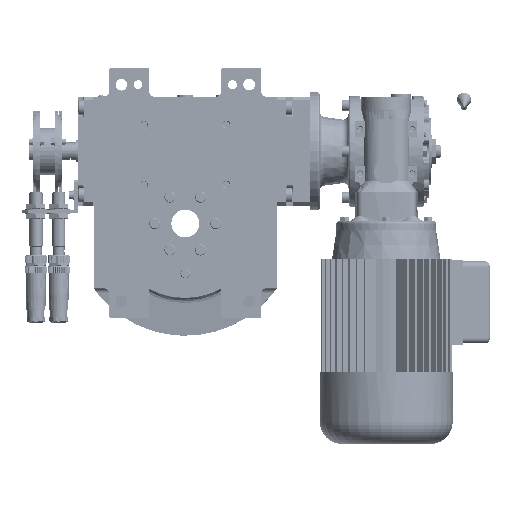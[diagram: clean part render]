
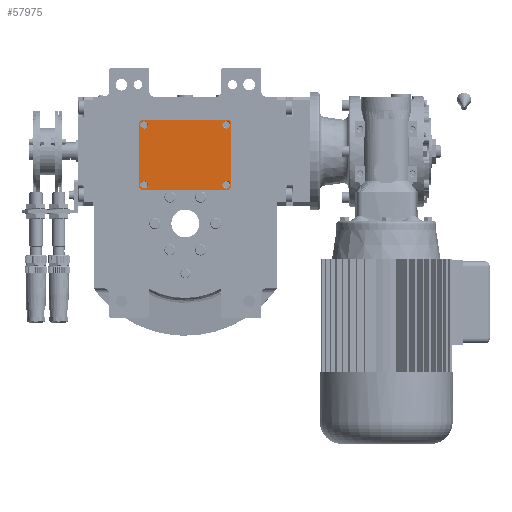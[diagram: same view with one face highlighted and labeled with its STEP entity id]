
A CAD part, front view. The second image highlights one B-rep face of the part: STEP entity #57975.
In plain terms, the highlighted face is planar.
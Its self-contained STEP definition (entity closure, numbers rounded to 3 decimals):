
#4028 = DIRECTION ( 'NONE',  ( 0., 1., 0. ) ) ;
#4454 = CARTESIAN_POINT ( 'NONE',  ( -39.5, -31.5, 3. ) ) ;
#6956 = AXIS2_PLACEMENT_3D ( 'NONE', #89485, #50571, #171763 ) ;
#9281 = DIRECTION ( 'NONE',  ( -1., 0., 0. ) ) ;
#10778 = EDGE_CURVE ( 'NONE', #143531, #61765, #92539, .T. ) ;
#10942 = LINE ( 'NONE', #131291, #13123 ) ;
#12161 = CIRCLE ( 'NONE', #23414, 3.5 ) ;
#13123 = VECTOR ( 'NONE', #35778, 1000. ) ;
#13410 = VERTEX_POINT ( 'NONE', #4454 ) ;
#14665 = CARTESIAN_POINT ( 'NONE',  ( 39.5, 31.5, 3. ) ) ;
#16646 = ORIENTED_EDGE ( 'NONE', *, *, #87321, .T. ) ;
#16713 = AXIS2_PLACEMENT_3D ( 'NONE', #139157, #17942, #97603 ) ;
#17942 = DIRECTION ( 'NONE',  ( 0., 0., 1. ) ) ;
#22099 = DIRECTION ( 'NONE',  ( 1., 0., 0. ) ) ;
#22732 = CARTESIAN_POINT ( 'NONE',  ( -39.5, 31.5, 3. ) ) ;
#23414 = AXIS2_PLACEMENT_3D ( 'NONE', #89823, #76558, #9281 ) ;
#27544 = ORIENTED_EDGE ( 'NONE', *, *, #29414, .F. ) ;
#28262 = VECTOR ( 'NONE', #96961, 1000. ) ;
#28411 = ORIENTED_EDGE ( 'NONE', *, *, #161611, .F. ) ;
#29245 = VECTOR ( 'NONE', #67678, 1000. ) ;
#29414 = EDGE_CURVE ( 'NONE', #70937, #83046, #44830, .T. ) ;
#30276 = EDGE_CURVE ( 'NONE', #166882, #46706, #53561, .T. ) ;
#32642 = CARTESIAN_POINT ( 'NONE',  ( -33.5, 27., 3. ) ) ;
#34563 = VERTEX_POINT ( 'NONE', #125517 ) ;
#35637 = EDGE_LOOP ( 'NONE', ( #16646, #159858, #136454, #53546, #93995, #134240, #58685, #168148 ) ) ;
#35778 = DIRECTION ( 'NONE',  ( 0.707, -0.707, 0. ) ) ;
#35950 = CARTESIAN_POINT ( 'NONE',  ( -37., -27., 3. ) ) ;
#36245 = VERTEX_POINT ( 'NONE', #159952 ) ;
#37983 = DIRECTION ( 'NONE',  ( 0., 0., 1. ) ) ;
#39473 = VERTEX_POINT ( 'NONE', #32642 ) ;
#41064 = VECTOR ( 'NONE', #98933, 1000. ) ;
#42793 = CARTESIAN_POINT ( 'NONE',  ( -33.5, -27., 3. ) ) ;
#42950 = DIRECTION ( 'NONE',  ( 0., 0., 1. ) ) ;
#43155 = EDGE_LOOP ( 'NONE', ( #51287, #159830 ) ) ;
#44830 = CIRCLE ( 'NONE', #92806, 3.5 ) ;
#46415 = FACE_BOUND ( 'NONE', #51377, .T. ) ;
#46706 = VERTEX_POINT ( 'NONE', #42793 ) ;
#47531 = EDGE_CURVE ( 'NONE', #85457, #139040, #108726, .T. ) ;
#48348 = DIRECTION ( 'NONE',  ( 0., 0., 1. ) ) ;
#50320 = DIRECTION ( 'NONE',  ( 0., 0., 1. ) ) ;
#50571 = DIRECTION ( 'NONE',  ( 0., 0., 1. ) ) ;
#51072 = DIRECTION ( 'NONE',  ( -0.707, -0.707, 0. ) ) ;
#51287 = ORIENTED_EDGE ( 'NONE', *, *, #10778, .F. ) ;
#51377 = EDGE_LOOP ( 'NONE', ( #27544, #28411 ) ) ;
#53546 = ORIENTED_EDGE ( 'NONE', *, *, #53941, .T. ) ;
#53561 = CIRCLE ( 'NONE', #70471, 3.5 ) ;
#53941 = EDGE_CURVE ( 'NONE', #34563, #85457, #146553, .T. ) ;
#56525 = EDGE_CURVE ( 'NONE', #46706, #166882, #158411, .T. ) ;
#57975 = ADVANCED_FACE ( 'NONE', ( #70373, #46415, #111038, #141041, #86214 ), #154365, .T. ) ;
#58286 = CARTESIAN_POINT ( 'NONE',  ( -39.5, -31.5, 3. ) ) ;
#58685 = ORIENTED_EDGE ( 'NONE', *, *, #61473, .T. ) ;
#60680 = CIRCLE ( 'NONE', #6956, 3.5 ) ;
#61316 = ORIENTED_EDGE ( 'NONE', *, *, #110259, .F. ) ;
#61473 = EDGE_CURVE ( 'NONE', #13410, #36245, #113968, .T. ) ;
#61765 = VERTEX_POINT ( 'NONE', #96124 ) ;
#62837 = VECTOR ( 'NONE', #141367, 1000. ) ;
#66260 = CARTESIAN_POINT ( 'NONE',  ( -41.5, 29.5, 3. ) ) ;
#66617 = DIRECTION ( 'NONE',  ( 0., 0., 1. ) ) ;
#67117 = CARTESIAN_POINT ( 'NONE',  ( 37., -27., 3. ) ) ;
#67678 = DIRECTION ( 'NONE',  ( -1., 0., 0. ) ) ;
#68371 = CARTESIAN_POINT ( 'NONE',  ( 37., 27., 3. ) ) ;
#68848 = DIRECTION ( 'NONE',  ( 1., 0., 0. ) ) ;
#69151 = VERTEX_POINT ( 'NONE', #14665 ) ;
#70373 = FACE_OUTER_BOUND ( 'NONE', #35637, .T. ) ;
#70471 = AXIS2_PLACEMENT_3D ( 'NONE', #110146, #50320, #131673 ) ;
#70937 = VERTEX_POINT ( 'NONE', #106342 ) ;
#72666 = EDGE_LOOP ( 'NONE', ( #89651, #61316 ) ) ;
#74285 = LINE ( 'NONE', #153080, #167677 ) ;
#74688 = VECTOR ( 'NONE', #4028, 1000. ) ;
#75165 = DIRECTION ( 'NONE',  ( -0.707, 0.707, 0. ) ) ;
#76558 = DIRECTION ( 'NONE',  ( 0., 0., 1. ) ) ;
#80531 = VERTEX_POINT ( 'NONE', #101720 ) ;
#83046 = VERTEX_POINT ( 'NONE', #94589 ) ;
#85409 = EDGE_CURVE ( 'NONE', #118234, #69151, #74285, .T. ) ;
#85426 = LINE ( 'NONE', #139379, #28262 ) ;
#85457 = VERTEX_POINT ( 'NONE', #66260 ) ;
#86214 = FACE_BOUND ( 'NONE', #100266, .T. ) ;
#87321 = EDGE_CURVE ( 'NONE', #80531, #118234, #110251, .T. ) ;
#88162 = AXIS2_PLACEMENT_3D ( 'NONE', #124306, #42950, #111897 ) ;
#89485 = CARTESIAN_POINT ( 'NONE',  ( 37., -27., 3. ) ) ;
#89651 = ORIENTED_EDGE ( 'NONE', *, *, #118611, .F. ) ;
#89823 = CARTESIAN_POINT ( 'NONE',  ( 37., 27., 3. ) ) ;
#90068 = VERTEX_POINT ( 'NONE', #92531 ) ;
#92531 = CARTESIAN_POINT ( 'NONE',  ( -40.5, 27., 3. ) ) ;
#92539 = CIRCLE ( 'NONE', #129143, 3.5 ) ;
#92806 = AXIS2_PLACEMENT_3D ( 'NONE', #68371, #66617, #107272 ) ;
#93995 = ORIENTED_EDGE ( 'NONE', *, *, #47531, .T. ) ;
#94589 = CARTESIAN_POINT ( 'NONE',  ( 33.5, 27., 3. ) ) ;
#95925 = CARTESIAN_POINT ( 'NONE',  ( 39.5, 31.5, 3. ) ) ;
#96124 = CARTESIAN_POINT ( 'NONE',  ( 33.5, -27., 3. ) ) ;
#96961 = DIRECTION ( 'NONE',  ( 0.707, 0.707, 0. ) ) ;
#97603 = DIRECTION ( 'NONE',  ( -1., 0., 0. ) ) ;
#98058 = CARTESIAN_POINT ( 'NONE',  ( -41.5, 29.5, 3. ) ) ;
#98933 = DIRECTION ( 'NONE',  ( 0., -1., 0. ) ) ;
#100266 = EDGE_LOOP ( 'NONE', ( #148420, #132722 ) ) ;
#100442 = AXIS2_PLACEMENT_3D ( 'NONE', #119374, #37983, #22099 ) ;
#101720 = CARTESIAN_POINT ( 'NONE',  ( 41.5, -29.5, 3. ) ) ;
#103184 = EDGE_CURVE ( 'NONE', #36245, #80531, #85426, .T. ) ;
#103360 = CIRCLE ( 'NONE', #100442, 3.5 ) ;
#106342 = CARTESIAN_POINT ( 'NONE',  ( 40.5, 27., 3. ) ) ;
#106893 = EDGE_CURVE ( 'NONE', #69151, #34563, #138335, .T. ) ;
#107272 = DIRECTION ( 'NONE',  ( 1., 0., 0. ) ) ;
#108726 = LINE ( 'NONE', #98058, #41064 ) ;
#110146 = CARTESIAN_POINT ( 'NONE',  ( -37., -27., 3. ) ) ;
#110251 = LINE ( 'NONE', #125240, #74688 ) ;
#110259 = EDGE_CURVE ( 'NONE', #90068, #39473, #169337, .T. ) ;
#111038 = FACE_BOUND ( 'NONE', #72666, .T. ) ;
#111897 = DIRECTION ( 'NONE',  ( 1., 0., 0. ) ) ;
#113968 = LINE ( 'NONE', #58286, #62837 ) ;
#116077 = AXIS2_PLACEMENT_3D ( 'NONE', #35950, #48348, #143862 ) ;
#118234 = VERTEX_POINT ( 'NONE', #158555 ) ;
#118611 = EDGE_CURVE ( 'NONE', #39473, #90068, #103360, .T. ) ;
#119374 = CARTESIAN_POINT ( 'NONE',  ( -37., 27., 3. ) ) ;
#121043 = DIRECTION ( 'NONE',  ( 0., 0., 1. ) ) ;
#121082 = CARTESIAN_POINT ( 'NONE',  ( -41.5, -29.5, 3. ) ) ;
#124306 = CARTESIAN_POINT ( 'NONE',  ( 0., 0., 3. ) ) ;
#125240 = CARTESIAN_POINT ( 'NONE',  ( 41.5, -29.5, 3. ) ) ;
#125517 = CARTESIAN_POINT ( 'NONE',  ( -39.5, 31.5, 3. ) ) ;
#128021 = EDGE_CURVE ( 'NONE', #139040, #13410, #10942, .T. ) ;
#129143 = AXIS2_PLACEMENT_3D ( 'NONE', #67117, #121043, #68848 ) ;
#131291 = CARTESIAN_POINT ( 'NONE',  ( -41.5, -29.5, 3. ) ) ;
#131673 = DIRECTION ( 'NONE',  ( -1., 0., 0. ) ) ;
#132632 = VECTOR ( 'NONE', #51072, 1000. ) ;
#132722 = ORIENTED_EDGE ( 'NONE', *, *, #30276, .F. ) ;
#133670 = CARTESIAN_POINT ( 'NONE',  ( 40.5, -27., 3. ) ) ;
#134240 = ORIENTED_EDGE ( 'NONE', *, *, #128021, .T. ) ;
#136454 = ORIENTED_EDGE ( 'NONE', *, *, #106893, .T. ) ;
#138335 = LINE ( 'NONE', #95925, #29245 ) ;
#139040 = VERTEX_POINT ( 'NONE', #121082 ) ;
#139157 = CARTESIAN_POINT ( 'NONE',  ( -37., 27., 3. ) ) ;
#139379 = CARTESIAN_POINT ( 'NONE',  ( 39.5, -31.5, 3. ) ) ;
#141041 = FACE_BOUND ( 'NONE', #43155, .T. ) ;
#141367 = DIRECTION ( 'NONE',  ( 1., 0., 0. ) ) ;
#142006 = EDGE_CURVE ( 'NONE', #61765, #143531, #60680, .T. ) ;
#143531 = VERTEX_POINT ( 'NONE', #133670 ) ;
#143862 = DIRECTION ( 'NONE',  ( 1., 0., 0. ) ) ;
#146553 = LINE ( 'NONE', #22732, #132632 ) ;
#148420 = ORIENTED_EDGE ( 'NONE', *, *, #56525, .F. ) ;
#153080 = CARTESIAN_POINT ( 'NONE',  ( 41.5, 29.5, 3. ) ) ;
#154365 = PLANE ( 'NONE',  #88162 ) ;
#158411 = CIRCLE ( 'NONE', #116077, 3.5 ) ;
#158555 = CARTESIAN_POINT ( 'NONE',  ( 41.5, 29.5, 3. ) ) ;
#159830 = ORIENTED_EDGE ( 'NONE', *, *, #142006, .F. ) ;
#159858 = ORIENTED_EDGE ( 'NONE', *, *, #85409, .T. ) ;
#159952 = CARTESIAN_POINT ( 'NONE',  ( 39.5, -31.5, 3. ) ) ;
#161611 = EDGE_CURVE ( 'NONE', #83046, #70937, #12161, .T. ) ;
#162205 = CARTESIAN_POINT ( 'NONE',  ( -40.5, -27., 3. ) ) ;
#166882 = VERTEX_POINT ( 'NONE', #162205 ) ;
#167677 = VECTOR ( 'NONE', #75165, 1000. ) ;
#168148 = ORIENTED_EDGE ( 'NONE', *, *, #103184, .T. ) ;
#169337 = CIRCLE ( 'NONE', #16713, 3.5 ) ;
#171763 = DIRECTION ( 'NONE',  ( -1., 0., 0. ) ) ;
